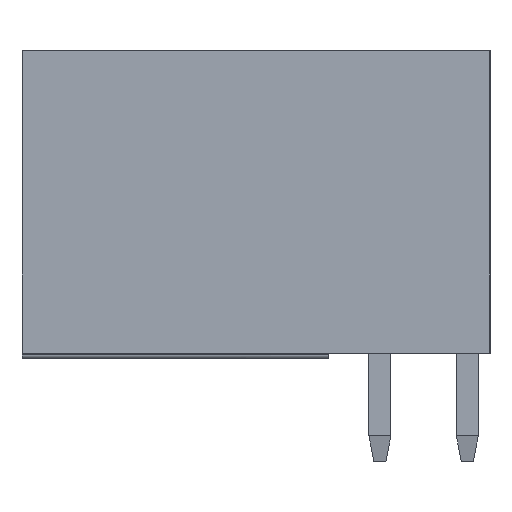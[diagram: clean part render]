
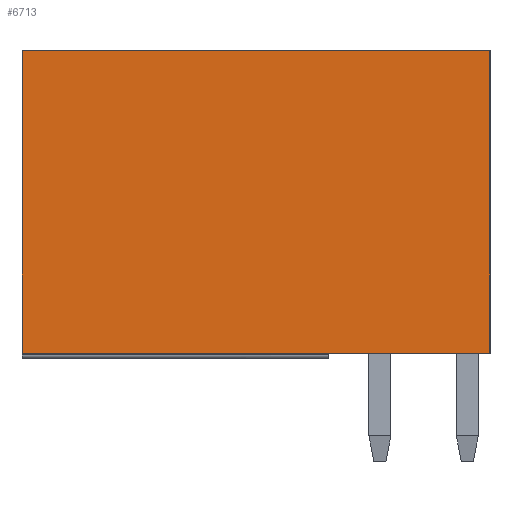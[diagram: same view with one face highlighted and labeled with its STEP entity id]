
A CAD part, left-side view. The second image highlights one B-rep face of the part: STEP entity #6713.
In plain terms, the highlighted planar face has unit normal (-1, 0, 0).
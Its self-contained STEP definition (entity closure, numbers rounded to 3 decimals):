
#5331=CARTESIAN_POINT('',(-19.05,6.8,4.475));
#5332=VERTEX_POINT('',#5331);
#5333=CARTESIAN_POINT('',(-19.05,-6.8,4.475));
#5334=VERTEX_POINT('',#5333);
#5335=CARTESIAN_POINT('',(-19.05,6.8,4.475));
#5336=CARTESIAN_POINT('',(-19.05,4.08,4.475));
#5337=CARTESIAN_POINT('',(-19.05,1.36,4.475));
#5338=CARTESIAN_POINT('',(-19.05,-1.36,4.475));
#5339=CARTESIAN_POINT('',(-19.05,-4.08,4.475));
#5340=CARTESIAN_POINT('',(-19.05,-6.8,4.475));
#5341=B_SPLINE_CURVE_WITH_KNOTS('',5,(#5335,#5336,#5337,#5338,#5339,#5340),.UNSPECIFIED.,.F.,.U.,(6,6),(0.,13.6),.UNSPECIFIED.);
#5342=EDGE_CURVE('',#5332,#5334,#5341,.T.);
#6372=CARTESIAN_POINT('',(-19.05,6.8,-4.325));
#6373=VERTEX_POINT('',#6372);
#6383=CARTESIAN_POINT('',(-19.05,6.8,-4.325));
#6384=CARTESIAN_POINT('',(-19.05,6.8,-2.565));
#6385=CARTESIAN_POINT('',(-19.05,6.8,-0.805));
#6386=CARTESIAN_POINT('',(-19.05,6.8,0.955));
#6387=CARTESIAN_POINT('',(-19.05,6.8,2.715));
#6388=CARTESIAN_POINT('',(-19.05,6.8,4.475));
#6389=B_SPLINE_CURVE_WITH_KNOTS('',5,(#6383,#6384,#6385,#6386,#6387,#6388),.UNSPECIFIED.,.F.,.U.,(6,6),(0.,8.8),.UNSPECIFIED.);
#6390=EDGE_CURVE('',#6373,#5332,#6389,.T.);
#6684=CARTESIAN_POINT('',(-19.05,0.,0.075));
#6685=DIRECTION('',(0.,0.,1.));
#6686=DIRECTION('',(-1.,0.,0.));
#6687=AXIS2_PLACEMENT_3D('',#6684,#6686,#6685);
#6688=PLANE('',#6687);
#6689=ORIENTED_EDGE('',*,*,#5342,.F.);
#6690=ORIENTED_EDGE('',*,*,#6390,.F.);
#6691=CARTESIAN_POINT('',(-19.05,-6.8,-4.325));
#6692=VERTEX_POINT('',#6691);
#6693=CARTESIAN_POINT('',(-19.05,6.8,-4.325));
#6694=CARTESIAN_POINT('',(-19.05,4.08,-4.325));
#6695=CARTESIAN_POINT('',(-19.05,1.36,-4.325));
#6696=CARTESIAN_POINT('',(-19.05,-1.36,-4.325));
#6697=CARTESIAN_POINT('',(-19.05,-4.08,-4.325));
#6698=CARTESIAN_POINT('',(-19.05,-6.8,-4.325));
#6699=B_SPLINE_CURVE_WITH_KNOTS('',5,(#6693,#6694,#6695,#6696,#6697,#6698),.UNSPECIFIED.,.F.,.U.,(6,6),(0.,13.6),.UNSPECIFIED.);
#6700=EDGE_CURVE('',#6373,#6692,#6699,.T.);
#6701=ORIENTED_EDGE('',*,*,#6700,.T.);
#6702=CARTESIAN_POINT('',(-19.05,-6.8,-4.325));
#6703=CARTESIAN_POINT('',(-19.05,-6.8,-2.565));
#6704=CARTESIAN_POINT('',(-19.05,-6.8,-0.805));
#6705=CARTESIAN_POINT('',(-19.05,-6.8,0.955));
#6706=CARTESIAN_POINT('',(-19.05,-6.8,2.715));
#6707=CARTESIAN_POINT('',(-19.05,-6.8,4.475));
#6708=B_SPLINE_CURVE_WITH_KNOTS('',5,(#6702,#6703,#6704,#6705,#6706,#6707),.UNSPECIFIED.,.F.,.U.,(6,6),(0.,8.8),.UNSPECIFIED.);
#6709=EDGE_CURVE('',#6692,#5334,#6708,.T.);
#6710=ORIENTED_EDGE('',*,*,#6709,.T.);
#6711=EDGE_LOOP('',(#6689,#6690,#6701,#6710));
#6712=FACE_OUTER_BOUND('',#6711,.T.);
#6713=ADVANCED_FACE('',(#6712),#6688,.T.);
